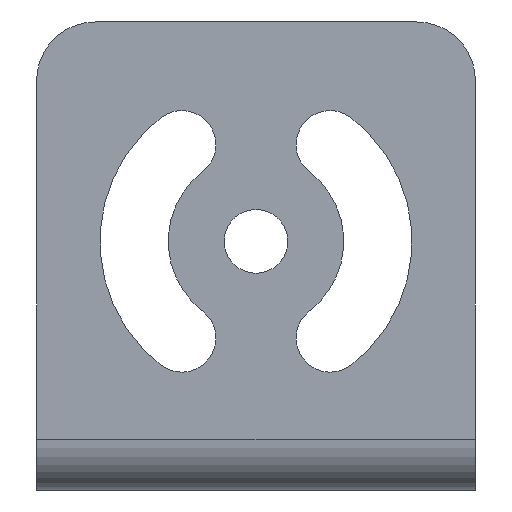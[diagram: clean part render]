
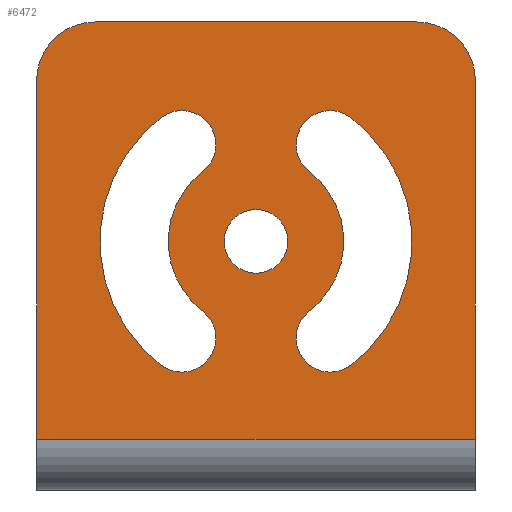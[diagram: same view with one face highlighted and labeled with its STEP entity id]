
A CAD part, front view. The second image highlights one B-rep face of the part: STEP entity #6472.
In plain terms, the highlighted planar face has unit normal (0, -1, 0).
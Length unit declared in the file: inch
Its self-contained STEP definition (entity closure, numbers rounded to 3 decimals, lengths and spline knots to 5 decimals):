
#1289=DIRECTION('',(1.,0.,0.));
#1290=VECTOR('',#1289,1.77165);
#1291=CARTESIAN_POINT('',(-0.88583,-0.10236,
0.10599));
#1292=LINE('',#1291,#1290);
#1293=DIRECTION('',(0.,0.,1.));
#1294=VECTOR('',#1293,1.44884);
#1295=CARTESIAN_POINT('',(-0.88583,-0.10236,
0.10599));
#1296=LINE('',#1295,#1294);
#1297=CARTESIAN_POINT('',(-0.64961,-0.10236,
1.55482));
#1298=DIRECTION('',(0.,1.,0.));
#1299=DIRECTION('',(-1.,0.,0.));
#1300=AXIS2_PLACEMENT_3D('',#1297,#1298,#1299);
#1302=DIRECTION('',(1.,0.,0.));
#1303=VECTOR('',#1302,1.29921);
#1304=CARTESIAN_POINT('',(-0.64961,-0.10236,
1.79104));
#1305=LINE('',#1304,#1303);
#1306=CARTESIAN_POINT('',(0.64961,-0.10236,
1.55482));
#1307=DIRECTION('',(0.,1.,0.));
#1308=DIRECTION('',(0.,0.,1.));
#1309=AXIS2_PLACEMENT_3D('',#1306,#1307,#1308);
#1311=DIRECTION('',(0.,0.,-1.));
#1312=VECTOR('',#1311,1.44884);
#1313=CARTESIAN_POINT('',(0.88583,-0.10236,
1.55482));
#1314=LINE('',#1313,#1312);
#1315=CARTESIAN_POINT('',(-0.29959,-0.10236,
0.51479));
#1316=DIRECTION('',(0.,1.,0.));
#1317=DIRECTION('',(0.609,0.,0.793));
#1318=AXIS2_PLACEMENT_3D('',#1315,#1316,#1317);
#1320=CARTESIAN_POINT('',(0.,-0.10236,0.90522));
#1321=DIRECTION('',(0.,1.,0.));
#1322=DIRECTION('',(-0.609,0.,-0.793));
#1323=AXIS2_PLACEMENT_3D('',#1320,#1321,#1322);
#1325=CARTESIAN_POINT('',(-0.29959,-0.10236,
1.29565));
#1326=DIRECTION('',(0.,1.,0.));
#1327=DIRECTION('',(-0.609,0.,0.793));
#1328=AXIS2_PLACEMENT_3D('',#1325,#1326,#1327);
#1330=CARTESIAN_POINT('',(0.,-0.10236,0.90522));
#1331=DIRECTION('',(0.,1.,0.));
#1332=DIRECTION('',(-0.609,0.,-0.793));
#1333=AXIS2_PLACEMENT_3D('',#1330,#1331,#1332);
#1335=CARTESIAN_POINT('',(0.,-0.10236,0.90522));
#1336=DIRECTION('',(0.,1.,0.));
#1337=DIRECTION('',(0.609,0.,0.793));
#1338=AXIS2_PLACEMENT_3D('',#1335,#1336,#1337);
#1340=CARTESIAN_POINT('',(0.29959,-0.10236,
0.51479));
#1341=DIRECTION('',(0.,1.,0.));
#1342=DIRECTION('',(0.609,0.,-0.793));
#1343=AXIS2_PLACEMENT_3D('',#1340,#1341,#1342);
#1345=CARTESIAN_POINT('',(0.,-0.10236,0.90522));
#1346=DIRECTION('',(0.,1.,0.));
#1347=DIRECTION('',(0.609,0.,0.793));
#1348=AXIS2_PLACEMENT_3D('',#1345,#1346,#1347);
#1350=CARTESIAN_POINT('',(0.29959,-0.10236,
1.29565));
#1351=DIRECTION('',(0.,1.,0.));
#1352=DIRECTION('',(-0.609,0.,-0.793));
#1353=AXIS2_PLACEMENT_3D('',#1350,#1351,#1352);
#1355=CARTESIAN_POINT('',(0.,-0.10236,0.90522));
#1356=DIRECTION('',(0.,1.,0.));
#1357=DIRECTION('',(0.,0.,-1.));
#1358=AXIS2_PLACEMENT_3D('',#1355,#1356,#1357);
#1360=CARTESIAN_POINT('',(0.,-0.10236,0.90522));
#1361=DIRECTION('',(0.,1.,0.));
#1362=DIRECTION('',(0.,0.,1.));
#1363=AXIS2_PLACEMENT_3D('',#1360,#1361,#1362);
#4229=CARTESIAN_POINT('',(-0.88583,-0.10236,
1.55482));
#4230=CARTESIAN_POINT('',(-0.64961,-0.10236,
1.79104));
#4231=VERTEX_POINT('',#4229);
#4232=VERTEX_POINT('',#4230);
#4233=CARTESIAN_POINT('',(0.64961,-0.10236,
1.79104));
#4234=VERTEX_POINT('',#4233);
#4235=CARTESIAN_POINT('',(0.88583,-0.10236,
1.55482));
#4236=VERTEX_POINT('',#4235);
#4241=CARTESIAN_POINT('',(-0.88583,-0.10236,
0.10599));
#4242=VERTEX_POINT('',#4241);
#4243=CARTESIAN_POINT('',(0.88583,-0.10236,
0.10599));
#4244=VERTEX_POINT('',#4243);
#4273=CARTESIAN_POINT('',(0.,-0.10236,0.77667));
#4274=CARTESIAN_POINT('',(0.,-0.10236,1.03376));
#4275=VERTEX_POINT('',#4273);
#4276=VERTEX_POINT('',#4274);
#4277=CARTESIAN_POINT('',(0.2157,-0.10236,
1.18633));
#4278=CARTESIAN_POINT('',(0.2157,-0.10236,
0.62411));
#4279=VERTEX_POINT('',#4277);
#4280=VERTEX_POINT('',#4278);
#4281=CARTESIAN_POINT('',(0.38347,-0.10236,
0.40547));
#4282=VERTEX_POINT('',#4281);
#4283=CARTESIAN_POINT('',(0.38347,-0.10236,
1.40497));
#4284=VERTEX_POINT('',#4283);
#4285=CARTESIAN_POINT('',(-0.2157,-0.10236,
0.62411));
#4286=CARTESIAN_POINT('',(-0.38347,-0.10236,
0.40547));
#4287=VERTEX_POINT('',#4285);
#4288=VERTEX_POINT('',#4286);
#4289=CARTESIAN_POINT('',(-0.2157,-0.10236,
1.18633));
#4290=VERTEX_POINT('',#4289);
#4291=CARTESIAN_POINT('',(-0.38347,-0.10236,
1.40497));
#4292=VERTEX_POINT('',#4291);
#6433=CARTESIAN_POINT('',(0.,-0.10236,0.));
#6434=DIRECTION('',(0.,1.,0.));
#6435=DIRECTION('',(0.,0.,1.));
#6436=AXIS2_PLACEMENT_3D('',#6433,#6434,#6435);
#6437=PLANE('',#6436);
#6438=ORIENTED_EDGE('',*,*,#6427,.F.);
#6439=ORIENTED_EDGE('',*,*,#6269,.T.);
#6440=ORIENTED_EDGE('',*,*,#6282,.T.);
#6441=ORIENTED_EDGE('',*,*,#6296,.T.);
#6442=ORIENTED_EDGE('',*,*,#6310,.T.);
#6443=ORIENTED_EDGE('',*,*,#6323,.T.);
#6444=EDGE_LOOP('',(#6438,#6439,#6440,#6441,#6442,#6443));
#6445=FACE_OUTER_BOUND('',#6444,.F.);
#6447=ORIENTED_EDGE('',*,*,#6446,.F.);
#6449=ORIENTED_EDGE('',*,*,#6448,.T.);
#6451=ORIENTED_EDGE('',*,*,#6450,.F.);
#6453=ORIENTED_EDGE('',*,*,#6452,.F.);
#6454=EDGE_LOOP('',(#6447,#6449,#6451,#6453));
#6455=FACE_BOUND('',#6454,.F.);
#6457=ORIENTED_EDGE('',*,*,#6456,.T.);
#6459=ORIENTED_EDGE('',*,*,#6458,.F.);
#6461=ORIENTED_EDGE('',*,*,#6460,.F.);
#6463=ORIENTED_EDGE('',*,*,#6462,.F.);
#6464=EDGE_LOOP('',(#6457,#6459,#6461,#6463));
#6465=FACE_BOUND('',#6464,.F.);
#6467=ORIENTED_EDGE('',*,*,#6466,.F.);
#6469=ORIENTED_EDGE('',*,*,#6468,.F.);
#6470=EDGE_LOOP('',(#6467,#6469));
#6471=FACE_BOUND('',#6470,.F.);
#6472=ADVANCED_FACE('',(#6445,#6455,#6465,#6471),#6437,.F.);
#1301=CIRCLE('',#1300,0.23622);
#1310=CIRCLE('',#1309,0.23622);
#1319=CIRCLE('',#1318,0.1378);
#1324=CIRCLE('',#1323,0.35433);
#1329=CIRCLE('',#1328,0.1378);
#1334=CIRCLE('',#1333,0.62992);
#1339=CIRCLE('',#1338,0.35433);
#1344=CIRCLE('',#1343,0.1378);
#1349=CIRCLE('',#1348,0.62992);
#1354=CIRCLE('',#1353,0.1378);
#1359=CIRCLE('',#1358,0.12854);
#1364=CIRCLE('',#1363,0.12854);
#6269=EDGE_CURVE('',#4242,#4231,#1296,.T.);
#6282=EDGE_CURVE('',#4231,#4232,#1301,.T.);
#6296=EDGE_CURVE('',#4232,#4234,#1305,.T.);
#6310=EDGE_CURVE('',#4234,#4236,#1310,.T.);
#6323=EDGE_CURVE('',#4236,#4244,#1314,.T.);
#6427=EDGE_CURVE('',#4242,#4244,#1292,.T.);
#6446=EDGE_CURVE('',#4287,#4288,#1319,.T.);
#6448=EDGE_CURVE('',#4287,#4290,#1324,.T.);
#6450=EDGE_CURVE('',#4292,#4290,#1329,.T.);
#6452=EDGE_CURVE('',#4288,#4292,#1334,.T.);
#6456=EDGE_CURVE('',#4279,#4280,#1339,.T.);
#6458=EDGE_CURVE('',#4282,#4280,#1344,.T.);
#6460=EDGE_CURVE('',#4284,#4282,#1349,.T.);
#6462=EDGE_CURVE('',#4279,#4284,#1354,.T.);
#6466=EDGE_CURVE('',#4275,#4276,#1359,.T.);
#6468=EDGE_CURVE('',#4276,#4275,#1364,.T.);
